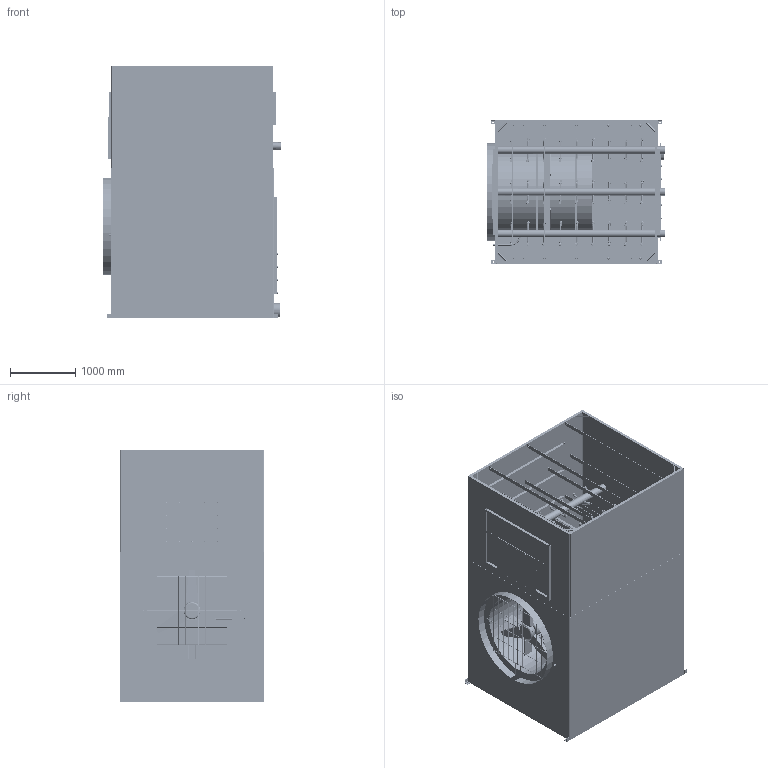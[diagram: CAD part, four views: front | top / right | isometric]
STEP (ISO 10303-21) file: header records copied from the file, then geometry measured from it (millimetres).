
FILE_DESCRIPTION((''),'2;1');
FILE_NAME('105_00_000_ASM','2023-06-21T11:50:51',('Zver'),('School of Engineering Staffordshire University'),'CREO PARAMETRIC BY PTC INC, 2022414','CREO PARAMETRIC BY PTC INC, 2022414','');
FILE_SCHEMA(('CONFIG_CONTROL_DESIGN'));
Length unit declared in the file: millimetre
Products named in the file (94): 105_01_001; 105_01_201; 105_01_202; 105_01_203; 105_01_204; 105_01_206; 105_01_209; 105_01_205; 105_01_200_ASM; 105_01_351; 105_01_352; 105_01_352_AF0; 105_01_352_AF1; 105_01_353_AF0; 105_01_353_AF1; 105_01_350_ASM; 105_01_301; 105_01_302; 105_01_300_ASM; 105_01_401; 105_01_452; 105_01_451; 105_01_450_ASM; 105_01_400_ASM; 105_01_103; 105_01_102; 105_01_101; 105_01_104; 105_01_105; 105_01_100_ASM; 105_01_502; 105_01_503; 105_01_504; 105_01_501; 105_01_500_ASM; 105_01_002; 105_01_000_ASM; 105_02_101; 105_02_151; 105_02_152 ...
Assembly tree (442 placements, depth 5):
  105_00_000_ASM
    105_01_000_ASM
      105_01_001
      105_01_200_ASM
        105_01_201
        105_01_202
        105_01_203
        105_01_204  x2
        105_01_206
        105_01_209  x2
        105_01_205
      105_01_300_ASM
        105_01_350_ASM
          105_01_351  x2
          105_01_352  x2
          105_01_352_AF0
          105_01_352_AF1
          105_01_353_AF0
          105_01_353_AF1
        105_01_301
        105_01_302
      105_01_400_ASM  x2
        105_01_401
        105_01_450_ASM
          105_01_452  x2
          105_01_451  x4
      105_01_100_ASM
        105_01_103  x2
        105_01_102
        105_01_101
        105_01_104
        105_01_105  x8
      105_01_500_ASM
        105_01_502  x2
        105_01_503  x2
        105_01_504  x3
        105_01_501  x4
      105_01_002  x4
    105_02_000_ASM
      105_02_100_ASM
        105_02_101
        105_02_150_ASM
          105_02_151  x2
          105_02_152  x2
      105_02_300_ASM  x2
        105_02_301
        105_02_350_ASM
          105_02_351  x3
          105_02_352
          105_02_352-01
      105_02_200_ASM
        105_02_201
        105_02_250_ASM
          105_02_251
          105_02_252  x2
          105_02_251_AF0
          105_02_251_AF1
          105_02_253_AF0
          105_02_253_AF1
        105_02_202
Bounding box: 2725.96 x 2220 x 3860 mm (x, y, z)
Volume: 249115390.6 mm3; surface area: 129388057.1 mm2
Topology: 538 solids, 538 shells, 11144 faces, 27570 edges, 17698 vertices
Faces by surface type: plane 4193, cylinder 3757, bspline 1622, torus 768, cone 756, extrusion 48
Entity records: 41733 total; most frequent: CARTESIAN_POINT 9634, DIRECTION 7032, ORIENTED_EDGE 5546, EDGE_CURVE 2773, AXIS2_PLACEMENT_3D 2695, VERTEX_POINT 1823, VECTOR 1642, LINE 1626
